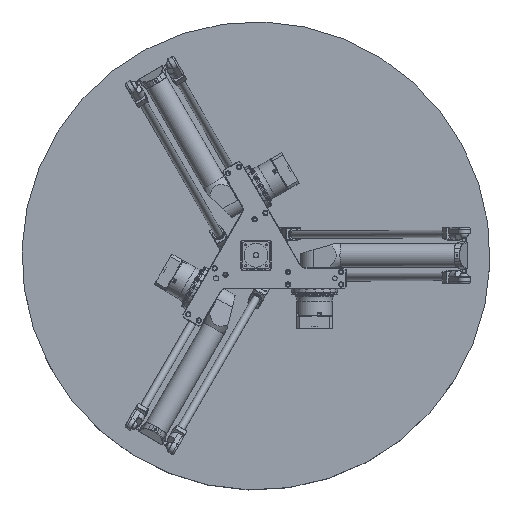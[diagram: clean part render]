
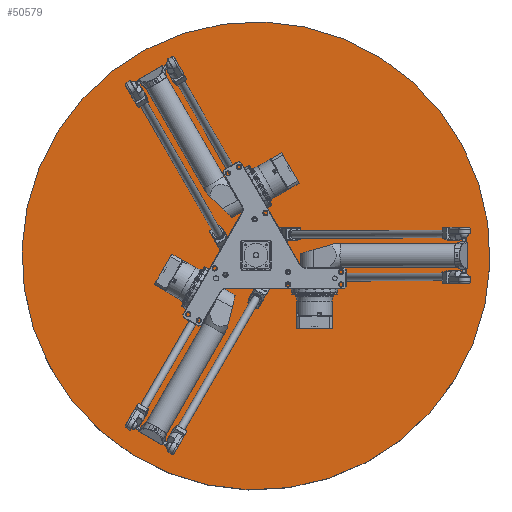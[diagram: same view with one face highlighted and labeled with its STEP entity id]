
A CAD part, top view. The second image highlights one B-rep face of the part: STEP entity #50579.
In plain terms, the highlighted face is planar.
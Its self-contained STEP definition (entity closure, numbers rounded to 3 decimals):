
#12841=FACE_OUTER_BOUND('',#16213,.T.);
#16213=EDGE_LOOP('',(#42790));
#18567=CIRCLE('',#56105,600.);
#22877=VERTEX_POINT('',#94889);
#29533=EDGE_CURVE('',#22877,#22877,#18567,.T.);
#42790=ORIENTED_EDGE('',*,*,#29533,.T.);
#44901=PLANE('',#56107);
#50579=ADVANCED_FACE('',(#12841),#44901,.T.);
#56105=AXIS2_PLACEMENT_3D('',#94890,#69904,#69905);
#56107=AXIS2_PLACEMENT_3D('',#94894,#69909,#69910);
#69904=DIRECTION('center_axis',(0.,1.,0.));
#69905=DIRECTION('ref_axis',(-1.,0.,0.));
#69909=DIRECTION('center_axis',(0.,1.,0.));
#69910=DIRECTION('ref_axis',(0.,0.,1.));
#94889=CARTESIAN_POINT('',(600.,250.,0.));
#94890=CARTESIAN_POINT('Origin',(0.,250.,0.));
#94894=CARTESIAN_POINT('Origin',(-300.,250.,0.));
